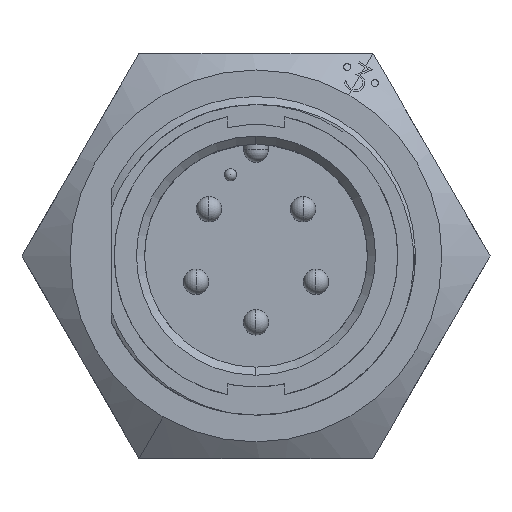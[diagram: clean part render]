
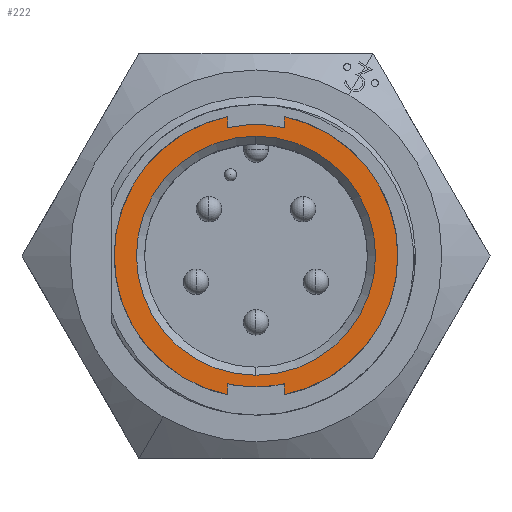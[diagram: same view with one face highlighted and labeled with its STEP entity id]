
A CAD part, top view. The second image highlights one B-rep face of the part: STEP entity #222.
In plain terms, the highlighted planar face has unit normal (0, 0, 1).
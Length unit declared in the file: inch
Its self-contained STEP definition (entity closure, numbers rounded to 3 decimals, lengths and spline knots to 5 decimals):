
#222 = ADVANCED_FACE ( 'NONE', ( #1183, #10788 ), #9679, .F. ) ;
#303 = CARTESIAN_POINT ( 'NONE',  ( 0., 0., 0. ) ) ;
#428 = LINE ( 'NONE', #4340, #6319 ) ;
#547 = DIRECTION ( 'NONE',  ( 0., -1., 0. ) ) ;
#1100 = CARTESIAN_POINT ( 'NONE',  ( 0., 0., 0. ) ) ;
#1183 = FACE_OUTER_BOUND ( 'NONE', #8665, .T. ) ;
#1292 = VERTEX_POINT ( 'NONE', #3270 ) ;
#1308 = ORIENTED_EDGE ( 'NONE', *, *, #13167, .F. ) ;
#1747 = CARTESIAN_POINT ( 'NONE',  ( -0.07, 0.34293, 0. ) ) ;
#2004 = VERTEX_POINT ( 'NONE', #7739 ) ;
#2201 = LINE ( 'NONE', #10025, #12943 ) ;
#2219 = VECTOR ( 'NONE', #10013, 39.37008 ) ;
#2343 = CARTESIAN_POINT ( 'NONE',  ( -0.07, 0.31584, 0. ) ) ;
#2598 = EDGE_CURVE ( 'NONE', #15024, #7265, #2201, .T. ) ;
#2707 = ORIENTED_EDGE ( 'NONE', *, *, #2598, .F. ) ;
#2748 = DIRECTION ( 'NONE',  ( 0., -1., 0. ) ) ;
#2884 = CARTESIAN_POINT ( 'NONE',  ( 0., 0.295, 0. ) ) ;
#2915 = VERTEX_POINT ( 'NONE', #13357 ) ;
#2948 = DIRECTION ( 'NONE',  ( 0., 0., -1. ) ) ;
#3043 = CARTESIAN_POINT ( 'NONE',  ( 0.07, 0.31584, 0. ) ) ;
#3086 = DIRECTION ( 'NONE',  ( 0., 0., -1. ) ) ;
#3133 = EDGE_CURVE ( 'NONE', #16677, #2915, #3875, .T. ) ;
#3188 = ORIENTED_EDGE ( 'NONE', *, *, #3133, .F. ) ;
#3270 = CARTESIAN_POINT ( 'NONE',  ( 0.07, 0.34293, 0. ) ) ;
#3717 = LINE ( 'NONE', #10248, #11363 ) ;
#3875 = CIRCLE ( 'NONE', #13479, 0.295 ) ;
#3984 = CARTESIAN_POINT ( 'NONE',  ( 0., 0., 0. ) ) ;
#4301 = VERTEX_POINT ( 'NONE', #13203 ) ;
#4340 = CARTESIAN_POINT ( 'NONE',  ( 0.07, -0.31584, 0. ) ) ;
#4474 = ORIENTED_EDGE ( 'NONE', *, *, #8048, .F. ) ;
#4937 = DIRECTION ( 'NONE',  ( 0., -1., 0. ) ) ;
#5060 = EDGE_CURVE ( 'NONE', #2915, #16677, #16551, .T. ) ;
#5178 = DIRECTION ( 'NONE',  ( 0., 0., 1. ) ) ;
#5530 = EDGE_CURVE ( 'NONE', #2004, #8778, #3717, .T. ) ;
#6319 = VECTOR ( 'NONE', #8039, 39.37008 ) ;
#6988 = DIRECTION ( 'NONE',  ( 0., -1., 0. ) ) ;
#7265 = VERTEX_POINT ( 'NONE', #2343 ) ;
#7434 = LINE ( 'NONE', #11144, #2219 ) ;
#7484 = AXIS2_PLACEMENT_3D ( 'NONE', #8276, #9563, #6988 ) ;
#7635 = CARTESIAN_POINT ( 'NONE',  ( 0.07, -0.34293, 0. ) ) ;
#7691 = DIRECTION ( 'NONE',  ( 1., 0., 0. ) ) ;
#7700 = AXIS2_PLACEMENT_3D ( 'NONE', #10440, #7857, #12750 ) ;
#7739 = CARTESIAN_POINT ( 'NONE',  ( -0.07, -0.31584, 0. ) ) ;
#7857 = DIRECTION ( 'NONE',  ( 0., 0., 1. ) ) ;
#8039 = DIRECTION ( 'NONE',  ( 0., 1., 0. ) ) ;
#8048 = EDGE_CURVE ( 'NONE', #8288, #2004, #14146, .T. ) ;
#8276 = CARTESIAN_POINT ( 'NONE',  ( 0., 0., 0. ) ) ;
#8288 = VERTEX_POINT ( 'NONE', #12596 ) ;
#8300 = DIRECTION ( 'NONE',  ( 0., 1., 0. ) ) ;
#8665 = EDGE_LOOP ( 'NONE', ( #15261, #16267, #4474, #9862, #13005, #8885, #1308, #9053, #2707 ) ) ;
#8778 = VERTEX_POINT ( 'NONE', #10915 ) ;
#8885 = ORIENTED_EDGE ( 'NONE', *, *, #15901, .T. ) ;
#9053 = ORIENTED_EDGE ( 'NONE', *, *, #14316, .F. ) ;
#9512 = AXIS2_PLACEMENT_3D ( 'NONE', #1100, #13963, #7691 ) ;
#9530 = DIRECTION ( 'NONE',  ( 1., 0., 0. ) ) ;
#9563 = DIRECTION ( 'NONE',  ( 0., 0., 1. ) ) ;
#9589 = DIRECTION ( 'NONE',  ( 0., 0., -1. ) ) ;
#9679 = PLANE ( 'NONE',  #10862 ) ;
#9862 = ORIENTED_EDGE ( 'NONE', *, *, #12764, .F. ) ;
#10013 = DIRECTION ( 'NONE',  ( 0., 1., 0. ) ) ;
#10025 = CARTESIAN_POINT ( 'NONE',  ( -0.07, 0.34293, 0. ) ) ;
#10239 = CIRCLE ( 'NONE', #7484, 0.35 ) ;
#10248 = CARTESIAN_POINT ( 'NONE',  ( -0.07, -0.31584, 0. ) ) ;
#10288 = VERTEX_POINT ( 'NONE', #3043 ) ;
#10440 = CARTESIAN_POINT ( 'NONE',  ( 0., 0., 0. ) ) ;
#10459 = CIRCLE ( 'NONE', #7700, 0.35 ) ;
#10788 = FACE_BOUND ( 'NONE', #15874, .T. ) ;
#10862 = AXIS2_PLACEMENT_3D ( 'NONE', #2884, #9589, #8300 ) ;
#10915 = CARTESIAN_POINT ( 'NONE',  ( -0.07, -0.34293, 0. ) ) ;
#11050 = ORIENTED_EDGE ( 'NONE', *, *, #5060, .F. ) ;
#11144 = CARTESIAN_POINT ( 'NONE',  ( 0.07, 0.34293, 0. ) ) ;
#11363 = VECTOR ( 'NONE', #2748, 39.37008 ) ;
#11396 = EDGE_CURVE ( 'NONE', #15148, #4301, #428, .T. ) ;
#11551 = CIRCLE ( 'NONE', #15932, 0.3235 ) ;
#12287 = DIRECTION ( 'NONE',  ( 0., 0., 1. ) ) ;
#12596 = CARTESIAN_POINT ( 'NONE',  ( 0., -0.3235, 0. ) ) ;
#12657 = CIRCLE ( 'NONE', #15392, 0.3235 ) ;
#12750 = DIRECTION ( 'NONE',  ( 0., -1., 0. ) ) ;
#12764 = EDGE_CURVE ( 'NONE', #4301, #8288, #11551, .T. ) ;
#12943 = VECTOR ( 'NONE', #4937, 39.37008 ) ;
#13005 = ORIENTED_EDGE ( 'NONE', *, *, #11396, .F. ) ;
#13167 = EDGE_CURVE ( 'NONE', #10288, #1292, #7434, .T. ) ;
#13203 = CARTESIAN_POINT ( 'NONE',  ( 0.07, -0.31584, 0. ) ) ;
#13208 = EDGE_CURVE ( 'NONE', #15024, #8778, #10459, .T. ) ;
#13357 = CARTESIAN_POINT ( 'NONE',  ( 0., 0.295, 0. ) ) ;
#13479 = AXIS2_PLACEMENT_3D ( 'NONE', #3984, #5178, #15737 ) ;
#13963 = DIRECTION ( 'NONE',  ( 0., 0., -1. ) ) ;
#14146 = CIRCLE ( 'NONE', #9512, 0.3235 ) ;
#14299 = CARTESIAN_POINT ( 'NONE',  ( 0., 0., 0. ) ) ;
#14316 = EDGE_CURVE ( 'NONE', #7265, #10288, #12657, .T. ) ;
#15024 = VERTEX_POINT ( 'NONE', #1747 ) ;
#15148 = VERTEX_POINT ( 'NONE', #7635 ) ;
#15261 = ORIENTED_EDGE ( 'NONE', *, *, #13208, .T. ) ;
#15392 = AXIS2_PLACEMENT_3D ( 'NONE', #16116, #3086, #9530 ) ;
#15737 = DIRECTION ( 'NONE',  ( 0., -1., 0. ) ) ;
#15745 = AXIS2_PLACEMENT_3D ( 'NONE', #14299, #12287, #547 ) ;
#15874 = EDGE_LOOP ( 'NONE', ( #3188, #11050 ) ) ;
#15901 = EDGE_CURVE ( 'NONE', #15148, #1292, #10239, .T. ) ;
#15932 = AXIS2_PLACEMENT_3D ( 'NONE', #303, #2948, #16156 ) ;
#15981 = CARTESIAN_POINT ( 'NONE',  ( 0., -0.295, 0. ) ) ;
#16116 = CARTESIAN_POINT ( 'NONE',  ( 0., 0., 0. ) ) ;
#16156 = DIRECTION ( 'NONE',  ( 1., 0., 0. ) ) ;
#16267 = ORIENTED_EDGE ( 'NONE', *, *, #5530, .F. ) ;
#16551 = CIRCLE ( 'NONE', #15745, 0.295 ) ;
#16677 = VERTEX_POINT ( 'NONE', #15981 ) ;
